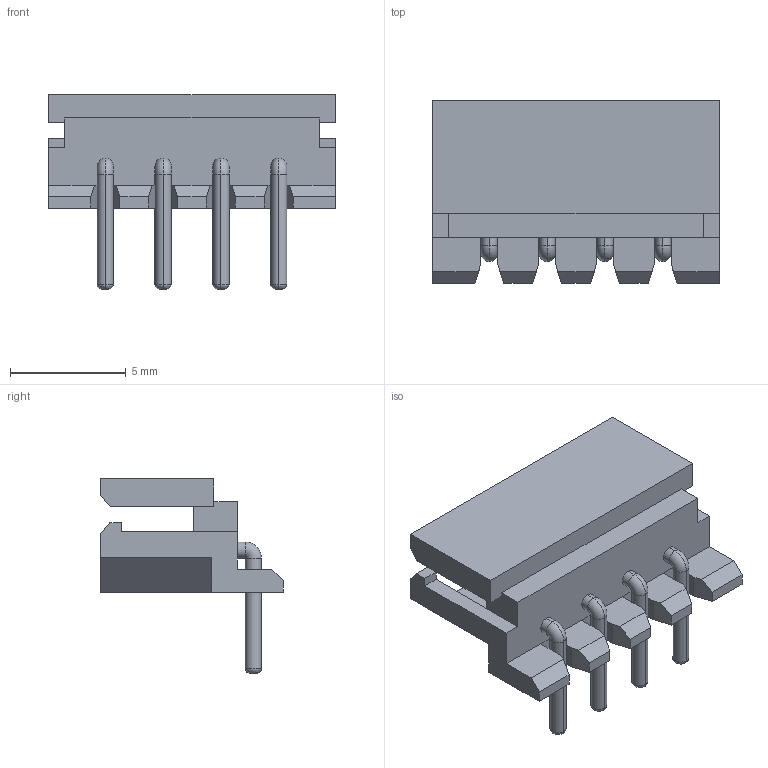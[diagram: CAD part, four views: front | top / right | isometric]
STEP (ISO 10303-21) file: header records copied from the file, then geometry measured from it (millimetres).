
FILE_DESCRIPTION(('STEP AP242'),'1');
FILE_NAME('22-05-7045.stp','2020-02-27T20:32:34',('TraceParts'),('TraceParts S.A.'),'Spatial InterOp 3D',' ',' ');
FILE_SCHEMA(('AP242_MANAGED_MODEL_BASED_3D_ENGINEERING_MIM_LF {1 0 10303 442 1 1 4}'));
Length unit declared in the file: millimetre
Products named in the file (1): 22-05-7045_1
Bounding box: 12.4 x 7.9 x 8.4 mm (x, y, z)
Volume: 216.8 mm3; surface area: 562.5 mm2
Topology: 1 solids, 1 shells, 147 faces, 390 edges, 272 vertices
Faces by surface type: plane 99, cylinder 24, bspline 16, torus 8
Entity records: 4792 total; most frequent: CARTESIAN_POINT 1181, DIRECTION 740, ORIENTED_EDGE 710, EDGE_CURVE 355, LINE 290, VECTOR 290, AXIS2_PLACEMENT_3D 225, VERTEX_POINT 218
